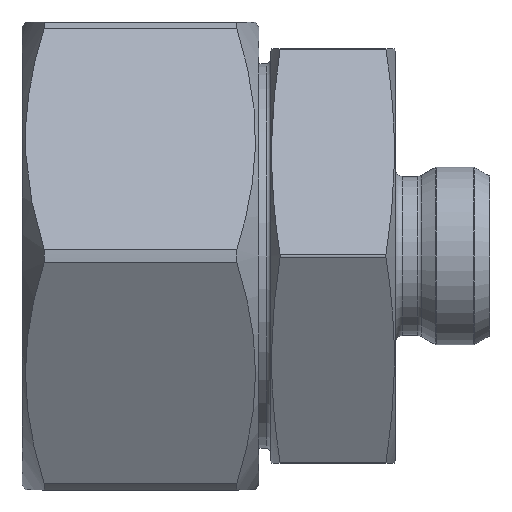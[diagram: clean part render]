
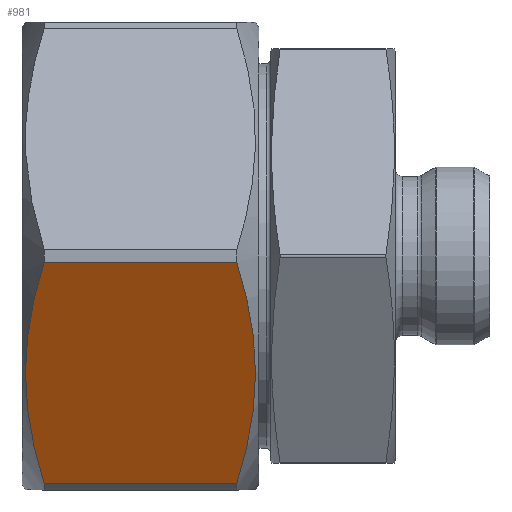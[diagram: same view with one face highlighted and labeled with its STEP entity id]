
A CAD part, front view. The second image highlights one B-rep face of the part: STEP entity #981.
In plain terms, the highlighted face is planar.
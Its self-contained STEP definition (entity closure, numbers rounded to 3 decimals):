
#807=LINE('',#3078,#831);
#810=LINE('',#3088,#834);
#831=VECTOR('',#2204,1.);
#834=VECTOR('',#2215,1.);
#872=PLANE('',#1972);
#899=FACE_OUTER_BOUND('',#1236,.T.);
#981=ADVANCED_FACE('',(#899),#872,.F.);
#1236=EDGE_LOOP('',(#1495,#1496,#1497,#1498));
#1495=ORIENTED_EDGE('',*,*,#1736,.T.);
#1496=ORIENTED_EDGE('',*,*,#1733,.T.);
#1497=ORIENTED_EDGE('',*,*,#1741,.T.);
#1498=ORIENTED_EDGE('',*,*,#1755,.T.);
#1609=VERTEX_POINT('',#3064);
#1610=VERTEX_POINT('',#3073);
#1612=VERTEX_POINT('',#3079);
#1615=VERTEX_POINT('',#3089);
#1733=EDGE_CURVE('',#1610,#1609,#1818,.T.);
#1736=EDGE_CURVE('',#1612,#1610,#807,.T.);
#1741=EDGE_CURVE('',#1609,#1615,#810,.T.);
#1755=EDGE_CURVE('',#1615,#1612,#1820,.T.);
#1818=B_SPLINE_CURVE_WITH_KNOTS('',3,(#3065,#3066,#3067,#3068,#3069,#3070,
#3071,#3072),.UNSPECIFIED.,.F.,.F.,(4,2,2,4),(0.,0.5,0.75,1.),
 .UNSPECIFIED.);
#1820=B_SPLINE_CURVE_WITH_KNOTS('',3,(#3122,#3123,#3124,#3125,#3126,#3127,
#3128,#3129),.UNSPECIFIED.,.F.,.F.,(4,2,2,4),(0.,0.5,0.75,1.),
 .UNSPECIFIED.);
#1972=AXIS2_PLACEMENT_3D('',#3283,#2291,#2292);
#2204=DIRECTION('',(-1.,0.,0.));
#2215=DIRECTION('',(1.,0.,0.));
#2291=DIRECTION('',(0.,0.5,0.866));
#2292=DIRECTION('',(0.,-0.866,0.5));
#3064=CARTESIAN_POINT('',(3.753,-1.08,-44.987));
#3065=CARTESIAN_POINT('',(3.753,-38.42,-23.429));
#3066=CARTESIAN_POINT('',(1.803,-32.313,-26.954));
#3067=CARTESIAN_POINT('',(0.584,-26.125,-30.527));
#3068=CARTESIAN_POINT('',(0.574,-16.639,-36.004));
#3069=CARTESIAN_POINT('',(0.873,-13.461,-37.839));
#3070=CARTESIAN_POINT('',(1.976,-7.222,-41.441));
#3071=CARTESIAN_POINT('',(2.776,-4.139,-43.221));
#3072=CARTESIAN_POINT('',(3.753,-1.08,-44.987));
#3073=CARTESIAN_POINT('',(3.753,-38.42,-23.429));
#3078=CARTESIAN_POINT('',(0.,-38.42,-23.429));
#3079=CARTESIAN_POINT('',(36.247,-38.42,-23.429));
#3088=CARTESIAN_POINT('',(0.,-1.08,-44.987));
#3089=CARTESIAN_POINT('',(36.247,-1.08,-44.987));
#3122=CARTESIAN_POINT('',(36.247,-1.08,-44.987));
#3123=CARTESIAN_POINT('',(38.197,-7.187,-41.462));
#3124=CARTESIAN_POINT('',(39.416,-13.375,-37.889));
#3125=CARTESIAN_POINT('',(39.426,-22.861,-32.412));
#3126=CARTESIAN_POINT('',(39.127,-26.039,-30.577));
#3127=CARTESIAN_POINT('',(38.024,-32.278,-26.975));
#3128=CARTESIAN_POINT('',(37.224,-35.361,-25.195));
#3129=CARTESIAN_POINT('',(36.247,-38.42,-23.429));
#3283=CARTESIAN_POINT('',(40.,-39.5,-22.805));
